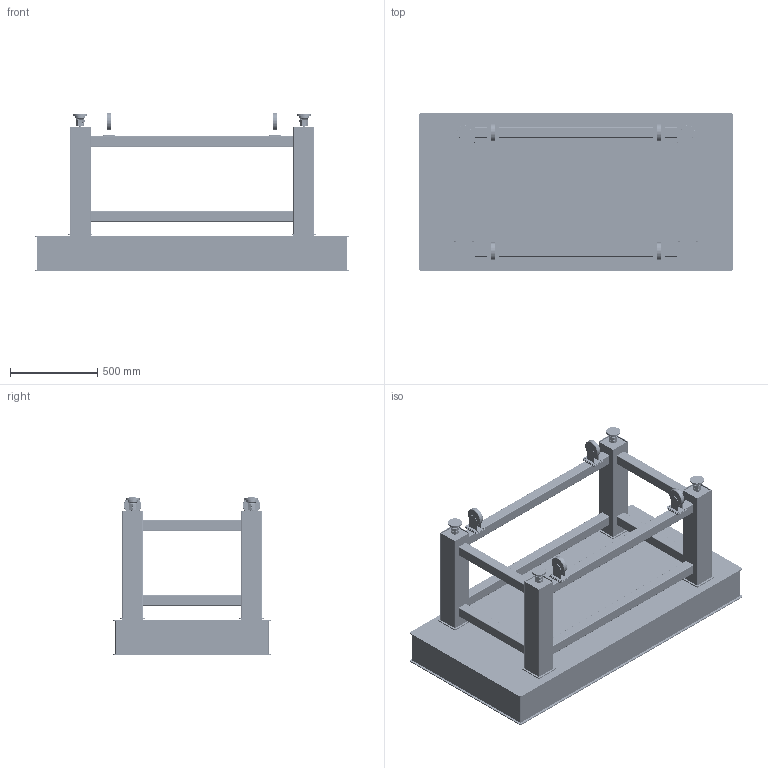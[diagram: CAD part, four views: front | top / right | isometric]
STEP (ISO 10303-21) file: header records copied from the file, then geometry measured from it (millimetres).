
FILE_DESCRIPTION (( 'STEP AP214' ), '1' );
FILE_NAME ('516106.STEP', '2024-03-29T03:58:16', ( '' ), ( '' ), 'SwSTEP 2.0', 'SolidWorks 2020', '' );
FILE_SCHEMA (( 'AUTOMOTIVE_DESIGN' ));
Length unit declared in the file: millimetre
Products named in the file (1): 516106
Bounding box: 1800 x 900 x 908 mm (x, y, z)
Volume: 321234877.1 mm3; surface area: 14116135 mm2
Topology: 62 solids, 62 shells, 8153 faces, 16768 edges, 11132 vertices
Faces by surface type: cylinder 5088, plane 2873, cone 160, bspline 32
Entity records: 312848 total; most frequent: DIRECTION 42880, CARTESIAN_POINT 39298, ORIENTED_EDGE 33536, AXIS2_PLACEMENT_3D 18410, EDGE_CURVE 16768, VERTEX_POINT 11132, EDGE_LOOP 10674, CIRCLE 10288
